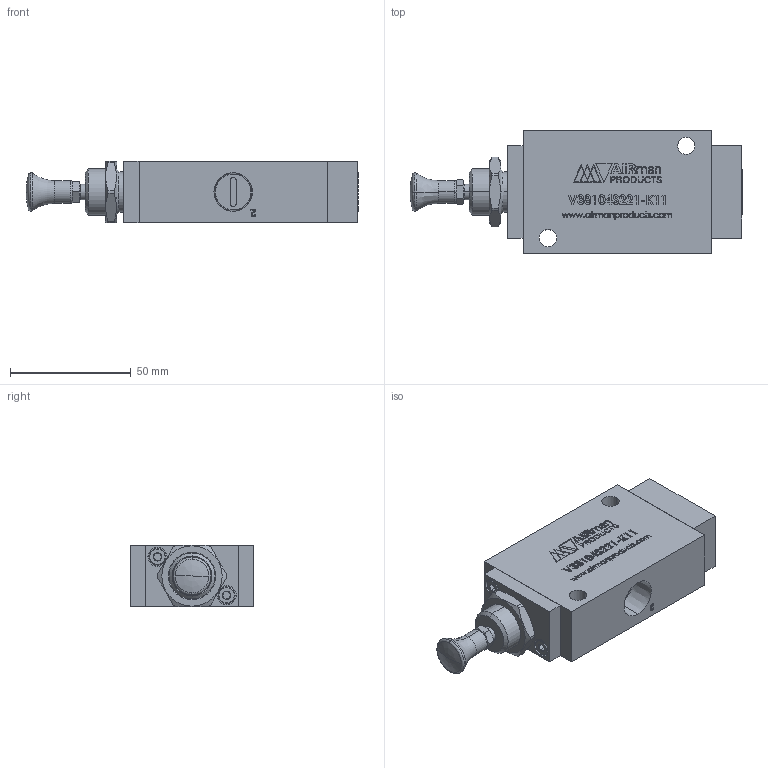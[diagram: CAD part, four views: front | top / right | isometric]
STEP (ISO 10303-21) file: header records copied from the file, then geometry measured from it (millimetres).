
FILE_DESCRIPTION (( 'STEP AP214' ), '1' );
FILE_NAME ('V38104S221-K11-VALVE-.38-NPT-3-2-AP-PPDET.STEP', '2021-07-30T13:21:37', ( '' ), ( '' ), 'SwSTEP 2.0', 'SolidWorks 2018', '' );
FILE_SCHEMA (( 'AUTOMOTIVE_DESIGN' ));
Length unit declared in the file: inch
Products named in the file (1): V38104S221-K11-VALVE-.38-NPT-3-2-AP-PPDET
Bounding box: 137.21 x 50.8 x 25.4 mm (x, y, z)
Volume: 114510.2 mm3; surface area: 24381.8 mm2
Topology: 1 solids, 1 shells, 1567 faces, 4082 edges, 2693 vertices
Faces by surface type: plane 860, bspline 577, cone 77, cylinder 53
Entity records: 93549 total; most frequent: CARTESIAN_POINT 38617, ORIENTED_EDGE 8160, DIRECTION 5048, EDGE_CURVE 4080, VERTEX_POINT 2693, LINE 2656, VECTOR 2656, EDGE_LOOP 1749
